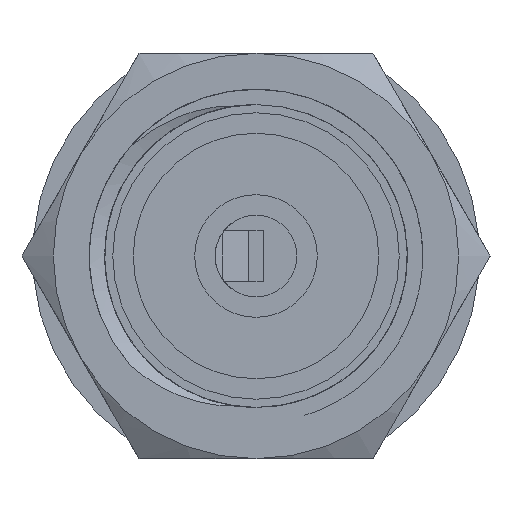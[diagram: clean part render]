
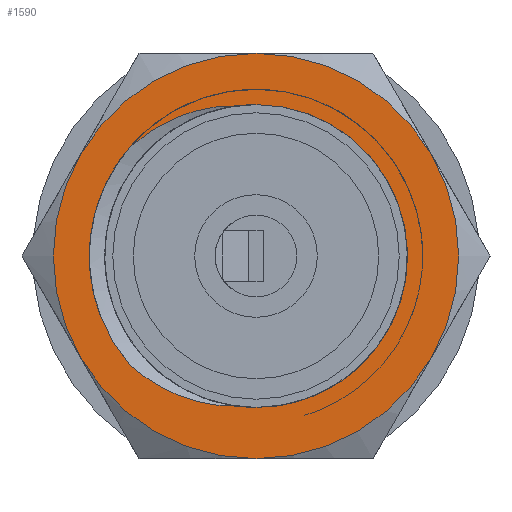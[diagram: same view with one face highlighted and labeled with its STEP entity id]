
A CAD part, left-side view. The second image highlights one B-rep face of the part: STEP entity #1590.
In plain terms, the highlighted face is planar.
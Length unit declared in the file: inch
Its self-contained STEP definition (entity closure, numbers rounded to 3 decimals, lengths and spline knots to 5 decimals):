
#21 = CIRCLE ( 'NONE', #1634, 0.078 ) ;
#27 = EDGE_CURVE ( 'NONE', #326, #2100, #2094, .T. ) ;
#41 = CIRCLE ( 'NONE', #1833, 0.078 ) ;
#63 = CARTESIAN_POINT ( 'NONE',  ( 0.05778, -0.00749, 0.50184 ) ) ;
#79 = ORIENTED_EDGE ( 'NONE', *, *, #1673, .F. ) ;
#112 = DIRECTION ( 'NONE',  ( 0., 0., 1. ) ) ;
#149 = ORIENTED_EDGE ( 'NONE', *, *, #2140, .T. ) ;
#157 = CARTESIAN_POINT ( 'NONE',  ( 0.00755, -0.06417, 0.50184 ) ) ;
#255 = ORIENTED_EDGE ( 'NONE', *, *, #3026, .T. ) ;
#266 = CARTESIAN_POINT ( 'NONE',  ( -0.078, 0., 0.50184 ) ) ;
#326 = VERTEX_POINT ( 'NONE', #1195 ) ;
#341 = VERTEX_POINT ( 'NONE', #3399 ) ;
#371 = ORIENTED_EDGE ( 'NONE', *, *, #1445, .T. ) ;
#541 = CARTESIAN_POINT ( 'NONE',  ( 0., 0., 0.50184 ) ) ;
#562 = DIRECTION ( 'NONE',  ( 0., 0., 1. ) ) ;
#598 = VERTEX_POINT ( 'NONE', #2750 ) ;
#615 = CARTESIAN_POINT ( 'NONE',  ( 0.04689, -0.043, 0.50184 ) ) ;
#705 = VERTEX_POINT ( 'NONE', #2398 ) ;
#780 = DIRECTION ( 'NONE',  ( 0., 0., 1. ) ) ;
#789 = CARTESIAN_POINT ( 'NONE',  ( 0.0152, -0.0628, 0.50184 ) ) ;
#832 = CARTESIAN_POINT ( 'NONE',  ( 0.02936, -0.05756, 0.50184 ) ) ;
#840 = CARTESIAN_POINT ( 'NONE',  ( -0.0469, -0.043, 0.50184 ) ) ;
#844 = CARTESIAN_POINT ( 'NONE',  ( -0.01519, -0.0628, 0.50184 ) ) ;
#873 = DIRECTION ( 'NONE',  ( 0., 0., 1. ) ) ;
#898 = CARTESIAN_POINT ( 'NONE',  ( 0.04185, -0.04865, 0.50184 ) ) ;
#903 = CARTESIAN_POINT ( 'NONE',  ( 0., 0., 0.50184 ) ) ;
#939 = CARTESIAN_POINT ( 'NONE',  ( 0.05093, -0.03652, 0.50184 ) ) ;
#1103 = CARTESIAN_POINT ( 'NONE',  ( -0.04185, -0.04865, 0.50184 ) ) ;
#1104 = EDGE_LOOP ( 'NONE', ( #2956, #149, #255, #3672, #3575, #79 ) ) ;
#1115 = CARTESIAN_POINT ( 'NONE',  ( -0.03604, -0.05364, 0.50184 ) ) ;
#1155 = DIRECTION ( 'NONE',  ( 0., 0., 1. ) ) ;
#1178 = DIRECTION ( 'NONE',  ( 1., 0., 0. ) ) ;
#1195 = CARTESIAN_POINT ( 'NONE',  ( 0.039, 0.06755, 0.50184 ) ) ;
#1204 = EDGE_CURVE ( 'NONE', #2446, #341, #3404, .T. ) ;
#1231 = DIRECTION ( 'NONE',  ( 0., 0., 1. ) ) ;
#1241 = DIRECTION ( 'NONE',  ( 0., 0., 1. ) ) ;
#1261 = AXIS2_PLACEMENT_3D ( 'NONE', #3731, #1241, #3434 ) ;
#1306 = EDGE_CURVE ( 'NONE', #598, #341, #2505, .T. ) ;
#1334 = ORIENTED_EDGE ( 'NONE', *, *, #27, .T. ) ;
#1348 = AXIS2_PLACEMENT_3D ( 'NONE', #541, #873, #1763 ) ;
#1350 = ORIENTED_EDGE ( 'NONE', *, *, #2354, .T. ) ;
#1355 = AXIS2_PLACEMENT_3D ( 'NONE', #1466, #1155, #2121 ) ;
#1359 = CIRCLE ( 'NONE', #1348, 0.05827 ) ;
#1445 = EDGE_CURVE ( 'NONE', #3417, #3046, #3915, .T. ) ;
#1454 = CARTESIAN_POINT ( 'NONE',  ( -0.05791, -0.01508, 0.50184 ) ) ;
#1465 = CARTESIAN_POINT ( 'NONE',  ( -0.039, 0.06755, 0.50184 ) ) ;
#1466 = CARTESIAN_POINT ( 'NONE',  ( 0., 0., 0.50184 ) ) ;
#1477 = AXIS2_PLACEMENT_3D ( 'NONE', #3948, #2131, #2763 ) ;
#1490 = EDGE_LOOP ( 'NONE', ( #2479, #1350, #1334, #3901, #371, #2104 ) ) ;
#1529 = CARTESIAN_POINT ( 'NONE',  ( 0.039, -0.06755, 0.50184 ) ) ;
#1590 = ADVANCED_FACE ( 'NONE', ( #3217, #3072 ), #2417, .T. ) ;
#1634 = AXIS2_PLACEMENT_3D ( 'NONE', #1675, #112, #2334 ) ;
#1672 = DIRECTION ( 'NONE',  ( 1., 0., 0. ) ) ;
#1673 = EDGE_CURVE ( 'NONE', #3196, #598, #2431, .T. ) ;
#1675 = CARTESIAN_POINT ( 'NONE',  ( 0., 0., 0.50184 ) ) ;
#1763 = DIRECTION ( 'NONE',  ( 1., 0., 0. ) ) ;
#1818 = CARTESIAN_POINT ( 'NONE',  ( 0.05778, -0.00749, 0.50184 ) ) ;
#1833 = AXIS2_PLACEMENT_3D ( 'NONE', #3784, #1935, #1672 ) ;
#1835 = DIRECTION ( 'NONE',  ( 0., 0., 1. ) ) ;
#1935 = DIRECTION ( 'NONE',  ( 0., 0., 1. ) ) ;
#2060 = CARTESIAN_POINT ( 'NONE',  ( -0.0565, -0.02261, 0.50184 ) ) ;
#2080 = EDGE_CURVE ( 'NONE', #2798, #3196, #1359, .T. ) ;
#2085 = CARTESIAN_POINT ( 'NONE',  ( -0.04185, -0.04865, 0.50184 ) ) ;
#2094 = CIRCLE ( 'NONE', #3398, 0.078 ) ;
#2100 = VERTEX_POINT ( 'NONE', #1465 ) ;
#2104 = ORIENTED_EDGE ( 'NONE', *, *, #3773, .T. ) ;
#2121 = DIRECTION ( 'NONE',  ( 1., 0., 0. ) ) ;
#2131 = DIRECTION ( 'NONE',  ( 0., 0., 1. ) ) ;
#2140 = EDGE_CURVE ( 'NONE', #2798, #705, #3648, .T. ) ;
#2211 = AXIS2_PLACEMENT_3D ( 'NONE', #3103, #1231, #3408 ) ;
#2213 = VERTEX_POINT ( 'NONE', #1529 ) ;
#2334 = DIRECTION ( 'NONE',  ( 1., 0., 0. ) ) ;
#2341 = CARTESIAN_POINT ( 'NONE',  ( 0., 0., 0.50184 ) ) ;
#2354 = EDGE_CURVE ( 'NONE', #3487, #326, #41, .T. ) ;
#2363 = CIRCLE ( 'NONE', #1355, 0.078 ) ;
#2398 = CARTESIAN_POINT ( 'NONE',  ( 0.04185, -0.04865, 0.50184 ) ) ;
#2417 = PLANE ( 'NONE',  #3706 ) ;
#2431 = CIRCLE ( 'NONE', #3017, 0.05827 ) ;
#2446 = VERTEX_POINT ( 'NONE', #3594 ) ;
#2456 = CARTESIAN_POINT ( 'NONE',  ( 0.078, 0., 0.50184 ) ) ;
#2479 = ORIENTED_EDGE ( 'NONE', *, *, #3364, .T. ) ;
#2505 = CIRCLE ( 'NONE', #1477, 0.05827 ) ;
#2659 = DIRECTION ( 'NONE',  ( 1., 0., 0. ) ) ;
#2668 = CARTESIAN_POINT ( 'NONE',  ( -0.02936, -0.05756, 0.50184 ) ) ;
#2709 = CARTESIAN_POINT ( 'NONE',  ( 0.04185, -0.04865, 0.50184 ) ) ;
#2750 = CARTESIAN_POINT ( 'NONE',  ( -0.05827, 0., 0.50184 ) ) ;
#2763 = DIRECTION ( 'NONE',  ( 1., 0., 0. ) ) ;
#2767 = DIRECTION ( 'NONE',  ( 1., 0., 0. ) ) ;
#2798 = VERTEX_POINT ( 'NONE', #63 ) ;
#2956 = ORIENTED_EDGE ( 'NONE', *, *, #2080, .F. ) ;
#2992 = CARTESIAN_POINT ( 'NONE',  ( -0.00755, -0.06417, 0.50184 ) ) ;
#3017 = AXIS2_PLACEMENT_3D ( 'NONE', #903, #562, #2767 ) ;
#3026 = EDGE_CURVE ( 'NONE', #705, #2446, #3678, .T. ) ;
#3046 = VERTEX_POINT ( 'NONE', #3296 ) ;
#3047 = CARTESIAN_POINT ( 'NONE',  ( 0., 0., 0.50184 ) ) ;
#3058 = CARTESIAN_POINT ( 'NONE',  ( 0.05791, -0.01508, 0.50184 ) ) ;
#3072 = FACE_BOUND ( 'NONE', #1104, .T. ) ;
#3103 = CARTESIAN_POINT ( 'NONE',  ( 0., 0., 0.50184 ) ) ;
#3196 = VERTEX_POINT ( 'NONE', #3969 ) ;
#3217 = FACE_OUTER_BOUND ( 'NONE', #1490, .T. ) ;
#3296 = CARTESIAN_POINT ( 'NONE',  ( -0.039, -0.06755, 0.50184 ) ) ;
#3329 = CIRCLE ( 'NONE', #2211, 0.078 ) ;
#3364 = EDGE_CURVE ( 'NONE', #2213, #3487, #2363, .T. ) ;
#3398 = AXIS2_PLACEMENT_3D ( 'NONE', #2341, #780, #2659 ) ;
#3399 = CARTESIAN_POINT ( 'NONE',  ( -0.05778, -0.00749, 0.50184 ) ) ;
#3404 = B_SPLINE_CURVE_WITH_KNOTS ( 'NONE', 3,
 ( #2085, #840, #3632, #2060, #1454, #3611 ),
 .UNSPECIFIED., .F., .F.,
 ( 4, 2, 4 ),
 ( 0., 0.00057, 0.00115 ),
 .UNSPECIFIED. ) ;
#3407 = CARTESIAN_POINT ( 'NONE',  ( 0.05649, -0.02263, 0.50184 ) ) ;
#3408 = DIRECTION ( 'NONE',  ( 1., 0., 0. ) ) ;
#3417 = VERTEX_POINT ( 'NONE', #266 ) ;
#3434 = DIRECTION ( 'NONE',  ( 1., 0., 0. ) ) ;
#3487 = VERTEX_POINT ( 'NONE', #2456 ) ;
#3571 = EDGE_CURVE ( 'NONE', #2100, #3417, #3329, .T. ) ;
#3575 = ORIENTED_EDGE ( 'NONE', *, *, #1306, .F. ) ;
#3594 = CARTESIAN_POINT ( 'NONE',  ( -0.04185, -0.04865, 0.50184 ) ) ;
#3611 = CARTESIAN_POINT ( 'NONE',  ( -0.05778, -0.00749, 0.50184 ) ) ;
#3632 = CARTESIAN_POINT ( 'NONE',  ( -0.05094, -0.0365, 0.50184 ) ) ;
#3648 = B_SPLINE_CURVE_WITH_KNOTS ( 'NONE', 3,
 ( #1818, #3058, #3407, #939, #615, #898 ),
 .UNSPECIFIED., .F., .F.,
 ( 4, 2, 4 ),
 ( 0., 0.00057, 0.00115 ),
 .UNSPECIFIED. ) ;
#3672 = ORIENTED_EDGE ( 'NONE', *, *, #1204, .T. ) ;
#3678 = B_SPLINE_CURVE_WITH_KNOTS ( 'NONE', 3,
 ( #2709, #3870, #832, #789, #157, #2992, #844, #2668, #1115, #1103 ),
 .UNSPECIFIED., .F., .F.,
 ( 4, 2, 2, 2, 4 ),
 ( 0., 0.00058, 0.00116, 0.00174, 0.00232 ),
 .UNSPECIFIED. ) ;
#3706 = AXIS2_PLACEMENT_3D ( 'NONE', #3047, #1835, #1178 ) ;
#3731 = CARTESIAN_POINT ( 'NONE',  ( 0., 0., 0.50184 ) ) ;
#3773 = EDGE_CURVE ( 'NONE', #3046, #2213, #21, .T. ) ;
#3784 = CARTESIAN_POINT ( 'NONE',  ( 0., 0., 0.50184 ) ) ;
#3870 = CARTESIAN_POINT ( 'NONE',  ( 0.03604, -0.05364, 0.50184 ) ) ;
#3901 = ORIENTED_EDGE ( 'NONE', *, *, #3571, .T. ) ;
#3915 = CIRCLE ( 'NONE', #1261, 0.078 ) ;
#3948 = CARTESIAN_POINT ( 'NONE',  ( 0., 0., 0.50184 ) ) ;
#3969 = CARTESIAN_POINT ( 'NONE',  ( 0.05827, 0., 0.50184 ) ) ;
